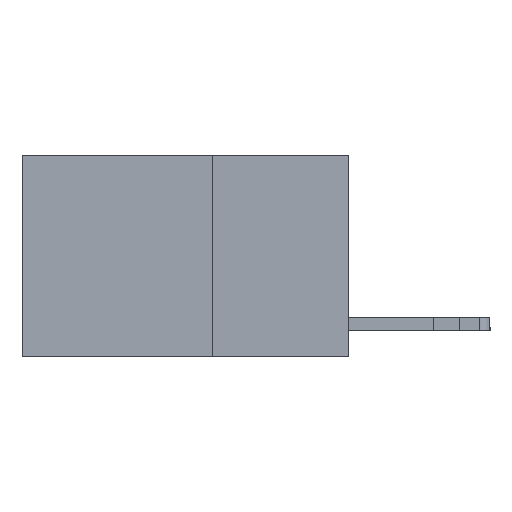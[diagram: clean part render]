
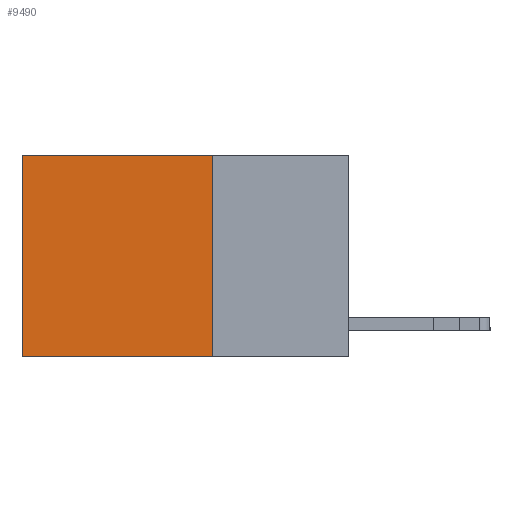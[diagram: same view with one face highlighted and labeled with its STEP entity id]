
A CAD part, left-side view. The second image highlights one B-rep face of the part: STEP entity #9490.
In plain terms, the highlighted planar face has unit normal (-1, 0, 0).
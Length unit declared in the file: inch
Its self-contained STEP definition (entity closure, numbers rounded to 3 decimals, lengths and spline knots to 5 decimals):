
#703 = FACE_OUTER_BOUND ( 'NONE', #9843, .T. ) ;
#893 = DIRECTION ( 'NONE',  ( 0., 1., 0. ) ) ;
#1048 = DIRECTION ( 'NONE',  ( 0., 0., -1. ) ) ;
#2667 = VERTEX_POINT ( 'NONE', #15632 ) ;
#3748 = CARTESIAN_POINT ( 'NONE',  ( 0.2625, 0.25, 0. ) ) ;
#3952 = ORIENTED_EDGE ( 'NONE', *, *, #16139, .F. ) ;
#4409 = CARTESIAN_POINT ( 'NONE',  ( 0.2625, 0.25, 0. ) ) ;
#4668 = CARTESIAN_POINT ( 'NONE',  ( 0.2625, 0.6, 0. ) ) ;
#4778 = VERTEX_POINT ( 'NONE', #10041 ) ;
#4805 = CARTESIAN_POINT ( 'NONE',  ( 0.2625, 0.6, -0.37 ) ) ;
#7038 = VECTOR ( 'NONE', #16556, 39.37008 ) ;
#7184 = ORIENTED_EDGE ( 'NONE', *, *, #20568, .T. ) ;
#7999 = LINE ( 'NONE', #20384, #7038 ) ;
#8867 = LINE ( 'NONE', #14307, #21056 ) ;
#9351 = DIRECTION ( 'NONE',  ( 1., 0., 0. ) ) ;
#9490 = ADVANCED_FACE ( 'NONE', ( #703 ), #15141, .F. ) ;
#9742 = EDGE_CURVE ( 'NONE', #17524, #4778, #8867, .T. ) ;
#9843 = EDGE_LOOP ( 'NONE', ( #20917, #3952, #21599, #7184 ) ) ;
#10041 = CARTESIAN_POINT ( 'NONE',  ( 0.2625, 0.25, -0.37 ) ) ;
#10402 = VERTEX_POINT ( 'NONE', #4805 ) ;
#11347 = LINE ( 'NONE', #4668, #19975 ) ;
#14307 = CARTESIAN_POINT ( 'NONE',  ( 0.2625, 0.25, 0. ) ) ;
#15141 = PLANE ( 'NONE',  #20684 ) ;
#15632 = CARTESIAN_POINT ( 'NONE',  ( 0.2625, 0.6, 0. ) ) ;
#16139 = EDGE_CURVE ( 'NONE', #4778, #10402, #22041, .T. ) ;
#16556 = DIRECTION ( 'NONE',  ( 0., 1., 0. ) ) ;
#17524 = VERTEX_POINT ( 'NONE', #3748 ) ;
#18221 = CARTESIAN_POINT ( 'NONE',  ( 0.2625, 0.25, -0.37 ) ) ;
#19975 = VECTOR ( 'NONE', #22108, 39.37008 ) ;
#20384 = CARTESIAN_POINT ( 'NONE',  ( 0.2625, 0.25, 0. ) ) ;
#20568 = EDGE_CURVE ( 'NONE', #17524, #2667, #7999, .T. ) ;
#20589 = EDGE_CURVE ( 'NONE', #2667, #10402, #11347, .T. ) ;
#20684 = AXIS2_PLACEMENT_3D ( 'NONE', #4409, #9351, #1048 ) ;
#20917 = ORIENTED_EDGE ( 'NONE', *, *, #20589, .T. ) ;
#21056 = VECTOR ( 'NONE', #21482, 39.37008 ) ;
#21482 = DIRECTION ( 'NONE',  ( 0., 0., -1. ) ) ;
#21599 = ORIENTED_EDGE ( 'NONE', *, *, #9742, .F. ) ;
#21608 = VECTOR ( 'NONE', #893, 39.37008 ) ;
#22041 = LINE ( 'NONE', #18221, #21608 ) ;
#22108 = DIRECTION ( 'NONE',  ( 0., 0., -1. ) ) ;
